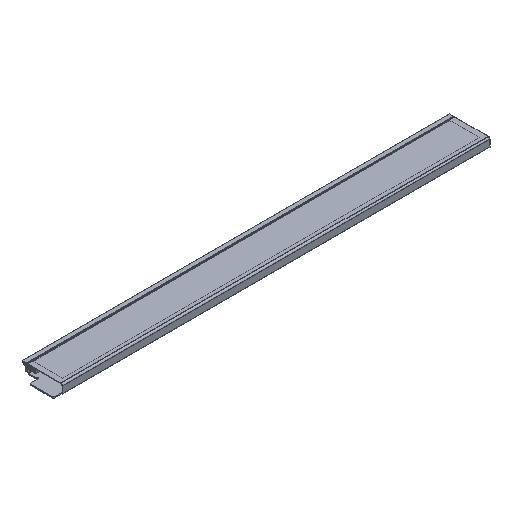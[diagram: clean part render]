
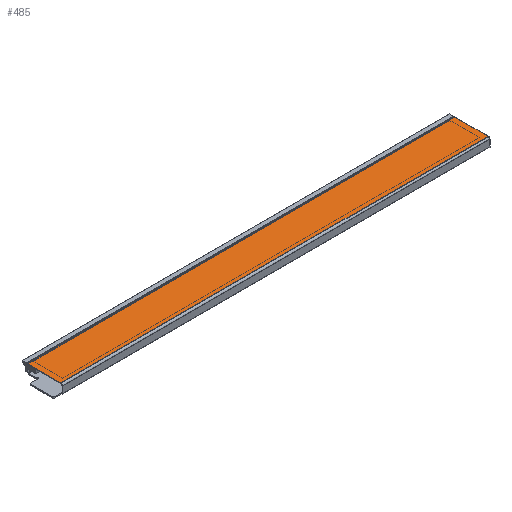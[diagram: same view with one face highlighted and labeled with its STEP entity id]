
A CAD part, isometric view. The second image highlights one B-rep face of the part: STEP entity #485.
In plain terms, the highlighted planar face has unit normal (0, 0, 1).
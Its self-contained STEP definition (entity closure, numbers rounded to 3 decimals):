
#53 = PLANE ( 'NONE',  #676 ) ;
#100 = FACE_OUTER_BOUND ( 'NONE', #1952, .T. ) ;
#116 = DIRECTION ( 'NONE',  ( 0., -1., 0. ) ) ;
#232 = EDGE_CURVE ( 'NONE', #1191, #1243, #1412, .T. ) ;
#485 = ADVANCED_FACE ( 'NONE', ( #100 ), #53, .F. ) ;
#583 = ORIENTED_EDGE ( 'NONE', *, *, #1021, .T. ) ;
#594 = DIRECTION ( 'NONE',  ( -1., 0., 0. ) ) ;
#603 = EDGE_CURVE ( 'NONE', #1243, #1447, #2384, .T. ) ;
#617 = DIRECTION ( 'NONE',  ( 0., 0., -1. ) ) ;
#676 = AXIS2_PLACEMENT_3D ( 'NONE', #1738, #617, #2314 ) ;
#738 = VECTOR ( 'NONE', #594, 1000. ) ;
#743 = ORIENTED_EDGE ( 'NONE', *, *, #232, .T. ) ;
#895 = CARTESIAN_POINT ( 'NONE',  ( 160.4, 0.7, 0. ) ) ;
#905 = CARTESIAN_POINT ( 'NONE',  ( -2., 13.4, 0. ) ) ;
#941 = DIRECTION ( 'NONE',  ( 1., 0., 0. ) ) ;
#1021 = EDGE_CURVE ( 'NONE', #1882, #1191, #1433, .T. ) ;
#1052 = DIRECTION ( 'NONE',  ( 0., 1., 0. ) ) ;
#1187 = ORIENTED_EDGE ( 'NONE', *, *, #603, .T. ) ;
#1191 = VERTEX_POINT ( 'NONE', #2200 ) ;
#1217 = CARTESIAN_POINT ( 'NONE',  ( 160.4, 0., 0. ) ) ;
#1243 = VERTEX_POINT ( 'NONE', #905 ) ;
#1244 = CARTESIAN_POINT ( 'NONE',  ( -2., 0., 0. ) ) ;
#1245 = ORIENTED_EDGE ( 'NONE', *, *, #1742, .T. ) ;
#1316 = CARTESIAN_POINT ( 'NONE',  ( -2., 0.7, 0. ) ) ;
#1412 = LINE ( 'NONE', #2284, #738 ) ;
#1433 = LINE ( 'NONE', #1217, #2208 ) ;
#1447 = VERTEX_POINT ( 'NONE', #1316 ) ;
#1459 = VECTOR ( 'NONE', #941, 1000. ) ;
#1695 = CARTESIAN_POINT ( 'NONE',  ( -2., 0.7, 0. ) ) ;
#1738 = CARTESIAN_POINT ( 'NONE',  ( 0., 0., 0. ) ) ;
#1742 = EDGE_CURVE ( 'NONE', #1447, #1882, #2406, .T. ) ;
#1882 = VERTEX_POINT ( 'NONE', #895 ) ;
#1884 = VECTOR ( 'NONE', #116, 1000. ) ;
#1952 = EDGE_LOOP ( 'NONE', ( #1245, #583, #743, #1187 ) ) ;
#2200 = CARTESIAN_POINT ( 'NONE',  ( 160.4, 13.4, 0. ) ) ;
#2208 = VECTOR ( 'NONE', #1052, 1000. ) ;
#2284 = CARTESIAN_POINT ( 'NONE',  ( -2., 13.4, 0. ) ) ;
#2314 = DIRECTION ( 'NONE',  ( -1., 0., 0. ) ) ;
#2384 = LINE ( 'NONE', #1244, #1884 ) ;
#2406 = LINE ( 'NONE', #1695, #1459 ) ;
